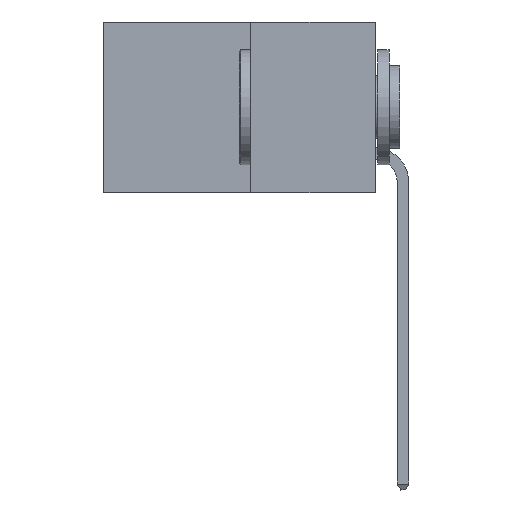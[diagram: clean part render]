
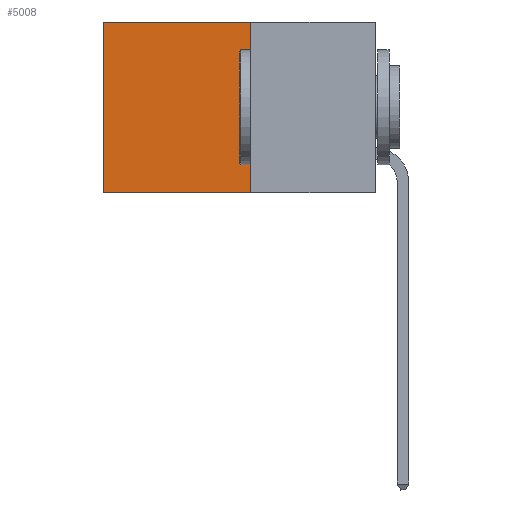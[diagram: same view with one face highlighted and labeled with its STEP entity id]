
A CAD part, left-side view. The second image highlights one B-rep face of the part: STEP entity #5008.
In plain terms, the highlighted planar face has unit normal (-1, 0, 0).
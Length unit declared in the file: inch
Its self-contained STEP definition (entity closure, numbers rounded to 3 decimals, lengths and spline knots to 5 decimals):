
#210 = ORIENTED_EDGE ( 'NONE', *, *, #9199, .F. ) ;
#350 = ORIENTED_EDGE ( 'NONE', *, *, #3053, .F. ) ;
#1142 = AXIS2_PLACEMENT_3D ( 'NONE', #8652, #10155, #10146 ) ;
#1259 = DIRECTION ( 'NONE',  ( 0., 1., 0. ) ) ;
#1461 = VERTEX_POINT ( 'NONE', #4124 ) ;
#2127 = DIRECTION ( 'NONE',  ( 0., 0., -1. ) ) ;
#2400 = EDGE_LOOP ( 'NONE', ( #11510, #350, #210, #6032 ) ) ;
#3053 = EDGE_CURVE ( 'NONE', #6114, #6093, #7136, .T. ) ;
#4124 = CARTESIAN_POINT ( 'NONE',  ( 0.277, 0.59, 0. ) ) ;
#4447 = CARTESIAN_POINT ( 'NONE',  ( 0.277, 0.59, -0.37 ) ) ;
#4907 = DIRECTION ( 'NONE',  ( 0., 0., -1. ) ) ;
#4920 = DIRECTION ( 'NONE',  ( 0., 1., 0. ) ) ;
#5008 = ADVANCED_FACE ( 'NONE', ( #6864 ), #8645, .F. ) ;
#6032 = ORIENTED_EDGE ( 'NONE', *, *, #9815, .T. ) ;
#6093 = VERTEX_POINT ( 'NONE', #11836 ) ;
#6114 = VERTEX_POINT ( 'NONE', #7416 ) ;
#6381 = EDGE_CURVE ( 'NONE', #1461, #6093, #9731, .T. ) ;
#6834 = CARTESIAN_POINT ( 'NONE',  ( 0.277, 0.27, -0.37 ) ) ;
#6849 = VECTOR ( 'NONE', #1259, 39.37008 ) ;
#6864 = FACE_OUTER_BOUND ( 'NONE', #2400, .T. ) ;
#7136 = LINE ( 'NONE', #9365, #6849 ) ;
#7169 = VECTOR ( 'NONE', #4920, 39.37008 ) ;
#7248 = VECTOR ( 'NONE', #4907, 39.37008 ) ;
#7416 = CARTESIAN_POINT ( 'NONE',  ( 0.277, 0.27, -0.37 ) ) ;
#7460 = LINE ( 'NONE', #11293, #7169 ) ;
#8645 = PLANE ( 'NONE',  #1142 ) ;
#8652 = CARTESIAN_POINT ( 'NONE',  ( 0.277, 0.27, -0.37 ) ) ;
#9199 = EDGE_CURVE ( 'NONE', #9428, #6114, #11591, .T. ) ;
#9365 = CARTESIAN_POINT ( 'NONE',  ( 0.277, 0.27, -0.37 ) ) ;
#9428 = VERTEX_POINT ( 'NONE', #9934 ) ;
#9731 = LINE ( 'NONE', #4447, #7248 ) ;
#9815 = EDGE_CURVE ( 'NONE', #9428, #1461, #7460, .T. ) ;
#9934 = CARTESIAN_POINT ( 'NONE',  ( 0.277, 0.27, 0. ) ) ;
#10146 = DIRECTION ( 'NONE',  ( 0., 0., -1. ) ) ;
#10155 = DIRECTION ( 'NONE',  ( 1., 0., 0. ) ) ;
#11067 = VECTOR ( 'NONE', #2127, 39.37008 ) ;
#11293 = CARTESIAN_POINT ( 'NONE',  ( 0.277, 0.27, 0. ) ) ;
#11510 = ORIENTED_EDGE ( 'NONE', *, *, #6381, .T. ) ;
#11591 = LINE ( 'NONE', #6834, #11067 ) ;
#11836 = CARTESIAN_POINT ( 'NONE',  ( 0.277, 0.59, -0.37 ) ) ;
